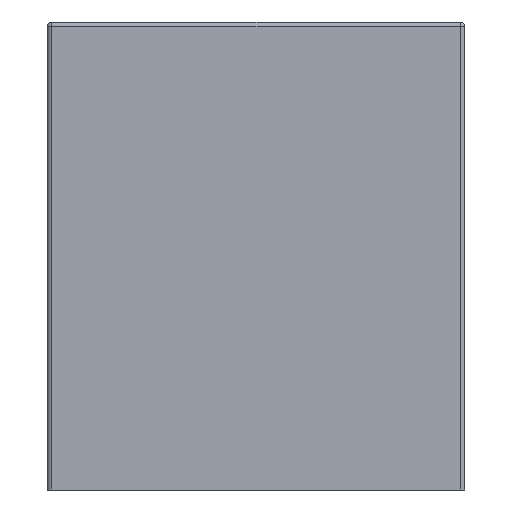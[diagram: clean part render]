
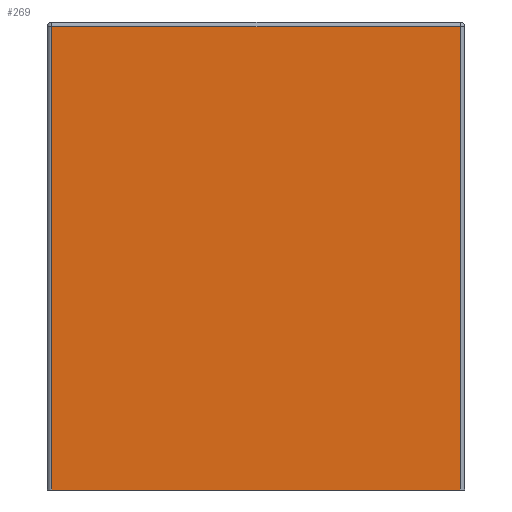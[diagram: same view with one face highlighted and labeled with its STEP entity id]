
A CAD part, left-side view. The second image highlights one B-rep face of the part: STEP entity #269.
In plain terms, the highlighted planar face has unit normal (-1, 0, 0).
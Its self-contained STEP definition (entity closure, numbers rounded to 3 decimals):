
#19=PLANE('',#323);
#27=LINE('',#456,#47);
#30=LINE('',#470,#50);
#34=LINE('',#476,#54);
#40=LINE('',#488,#60);
#47=VECTOR('',#371,10.);
#50=VECTOR('',#386,10.);
#54=VECTOR('',#394,10.);
#60=VECTOR('',#412,10.);
#85=FACE_OUTER_BOUND('',#103,.T.);
#103=EDGE_LOOP('',(#237,#238,#239,#240));
#133=VERTEX_POINT('',#449);
#135=VERTEX_POINT('',#454);
#136=VERTEX_POINT('',#459);
#139=VERTEX_POINT('',#466);
#159=EDGE_CURVE('',#135,#133,#27,.T.);
#166=EDGE_CURVE('',#136,#139,#30,.T.);
#170=EDGE_CURVE('',#133,#136,#34,.T.);
#176=EDGE_CURVE('',#135,#139,#40,.T.);
#237=ORIENTED_EDGE('',*,*,#159,.F.);
#238=ORIENTED_EDGE('',*,*,#176,.T.);
#239=ORIENTED_EDGE('',*,*,#166,.F.);
#240=ORIENTED_EDGE('',*,*,#170,.F.);
#269=ADVANCED_FACE('',(#85),#19,.T.);
#323=AXIS2_PLACEMENT_3D('',#487,#410,#411);
#371=DIRECTION('',(0.,0.,1.));
#386=DIRECTION('',(0.,0.,-1.));
#394=DIRECTION('',(0.,-1.,0.));
#410=DIRECTION('center_axis',(-1.,0.,0.));
#411=DIRECTION('ref_axis',(0.,-1.,0.));
#412=DIRECTION('',(0.,-1.,0.));
#449=CARTESIAN_POINT('',(0.,9.,10.1));
#454=CARTESIAN_POINT('',(0.,9.,0.));
#456=CARTESIAN_POINT('',(0.,9.,0.));
#459=CARTESIAN_POINT('',(0.,0.1,10.1));
#466=CARTESIAN_POINT('',(0.,0.1,0.));
#470=CARTESIAN_POINT('',(0.,0.1,0.));
#476=CARTESIAN_POINT('',(0.,6.825,10.1));
#487=CARTESIAN_POINT('Origin',(0.,9.1,0.));
#488=CARTESIAN_POINT('',(0.,9.1,0.));
